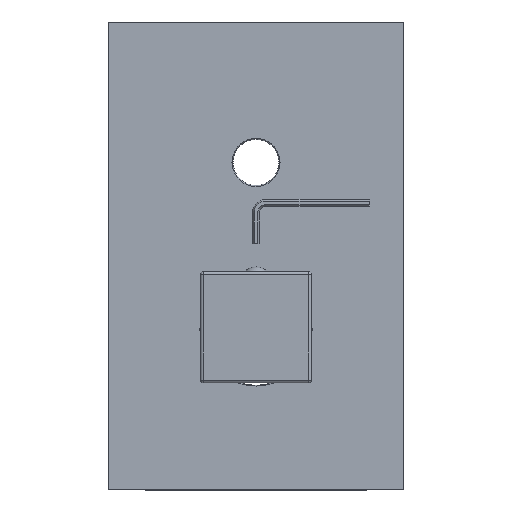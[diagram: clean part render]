
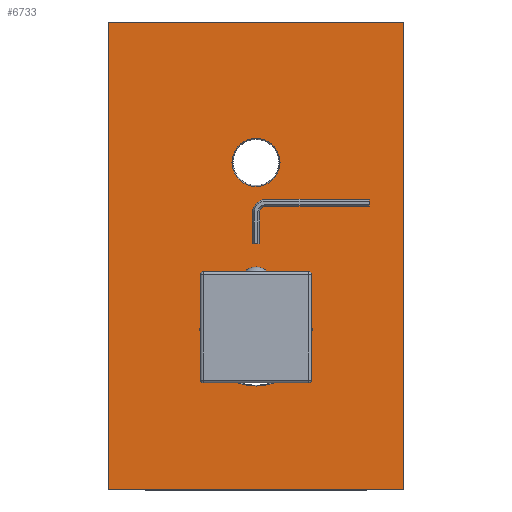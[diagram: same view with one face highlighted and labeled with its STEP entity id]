
A CAD part, top view. The second image highlights one B-rep face of the part: STEP entity #6733.
In plain terms, the highlighted face is planar.
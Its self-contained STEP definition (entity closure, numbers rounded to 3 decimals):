
#6154=CARTESIAN_POINT('',(0.,2.,-30.));
#6155=DIRECTION('',(0.,-1.,0.));
#6156=DIRECTION('',(1.,0.,0.));
#6157=AXIS2_PLACEMENT_3D('',#6154,#6155,#6156);
#6162=CARTESIAN_POINT('',(0.,2.,-30.));
#6163=DIRECTION('',(0.,-1.,0.));
#6164=DIRECTION('',(-1.,0.,0.));
#6165=AXIS2_PLACEMENT_3D('',#6162,#6163,#6164);
#6170=CARTESIAN_POINT('',(0.,2.,38.));
#6171=DIRECTION('',(0.,-1.,0.));
#6172=DIRECTION('',(1.,0.,0.));
#6173=AXIS2_PLACEMENT_3D('',#6170,#6171,#6172);
#6178=CARTESIAN_POINT('',(0.,2.,38.));
#6179=DIRECTION('',(0.,-1.,0.));
#6180=DIRECTION('',(-1.,0.,0.));
#6181=AXIS2_PLACEMENT_3D('',#6178,#6179,#6180);
#6186=DIRECTION('',(0.,0.,1.));
#6187=VECTOR('',#6186,190.);
#6188=CARTESIAN_POINT('',(-60.,2.,-95.));
#6189=LINE('',#6188,#6187);
#6193=DIRECTION('',(-1.,0.,0.));
#6194=VECTOR('',#6193,120.);
#6195=CARTESIAN_POINT('',(60.,2.,-95.));
#6196=LINE('',#6195,#6194);
#6200=DIRECTION('',(0.,0.,-1.));
#6201=VECTOR('',#6200,190.);
#6202=CARTESIAN_POINT('',(60.,2.,95.));
#6203=LINE('',#6202,#6201);
#6207=DIRECTION('',(1.,0.,0.));
#6208=VECTOR('',#6207,120.);
#6209=CARTESIAN_POINT('',(-60.,2.,95.));
#6210=LINE('',#6209,#6208);
#6544=CARTESIAN_POINT('',(22.8,2.,-30.));
#6545=CARTESIAN_POINT('',(-22.8,2.,-30.));
#6546=VERTEX_POINT('',#6544);
#6547=VERTEX_POINT('',#6545);
#6548=CARTESIAN_POINT('',(9.75,2.,38.));
#6549=CARTESIAN_POINT('',(-9.75,2.,38.));
#6550=VERTEX_POINT('',#6548);
#6551=VERTEX_POINT('',#6549);
#6552=CARTESIAN_POINT('',(-60.,2.,-95.));
#6553=CARTESIAN_POINT('',(-60.,2.,95.));
#6554=VERTEX_POINT('',#6552);
#6555=VERTEX_POINT('',#6553);
#6556=CARTESIAN_POINT('',(60.,2.,95.));
#6557=VERTEX_POINT('',#6556);
#6558=CARTESIAN_POINT('',(60.,2.,-95.));
#6559=VERTEX_POINT('',#6558);
#6708=CARTESIAN_POINT('',(0.,2.,0.));
#6709=DIRECTION('',(0.,1.,0.));
#6710=DIRECTION('',(1.,0.,0.));
#6711=AXIS2_PLACEMENT_3D('',#6708,#6709,#6710);
#6712=PLANE('',#6711);
#6714=ORIENTED_EDGE('',*,*,#6713,.F.);
#6716=ORIENTED_EDGE('',*,*,#6715,.F.);
#6718=ORIENTED_EDGE('',*,*,#6717,.F.);
#6720=ORIENTED_EDGE('',*,*,#6719,.F.);
#6721=EDGE_LOOP('',(#6714,#6716,#6718,#6720));
#6722=FACE_OUTER_BOUND('',#6721,.F.);
#6724=ORIENTED_EDGE('',*,*,#6723,.F.);
#6726=ORIENTED_EDGE('',*,*,#6725,.F.);
#6727=EDGE_LOOP('',(#6724,#6726));
#6728=FACE_BOUND('',#6727,.F.);
#6729=ORIENTED_EDGE('',*,*,#6688,.F.);
#6730=ORIENTED_EDGE('',*,*,#6702,.F.);
#6731=EDGE_LOOP('',(#6729,#6730));
#6732=FACE_BOUND('',#6731,.F.);
#6733=ADVANCED_FACE('',(#6722,#6728,#6732),#6712,.T.);
#6158=CIRCLE('',#6157,22.8);
#6166=CIRCLE('',#6165,22.8);
#6174=CIRCLE('',#6173,9.75);
#6182=CIRCLE('',#6181,9.75);
#6688=EDGE_CURVE('',#6546,#6547,#6158,.T.);
#6702=EDGE_CURVE('',#6547,#6546,#6166,.T.);
#6713=EDGE_CURVE('',#6554,#6555,#6189,.T.);
#6715=EDGE_CURVE('',#6559,#6554,#6196,.T.);
#6717=EDGE_CURVE('',#6557,#6559,#6203,.T.);
#6719=EDGE_CURVE('',#6555,#6557,#6210,.T.);
#6723=EDGE_CURVE('',#6550,#6551,#6174,.T.);
#6725=EDGE_CURVE('',#6551,#6550,#6182,.T.);
